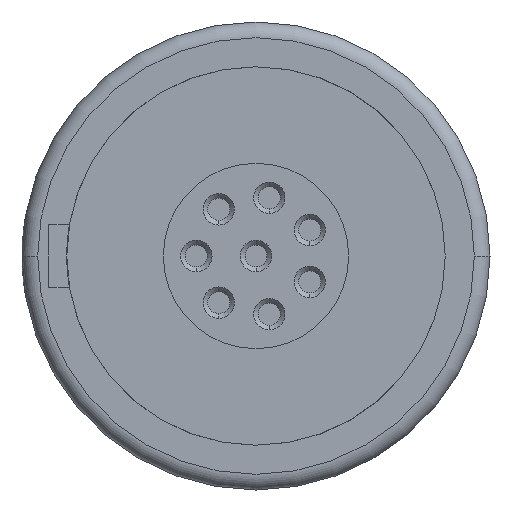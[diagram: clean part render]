
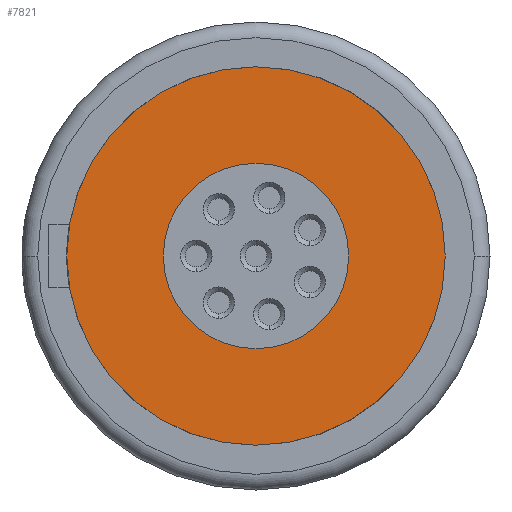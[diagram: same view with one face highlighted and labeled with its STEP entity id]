
A CAD part, left-side view. The second image highlights one B-rep face of the part: STEP entity #7821.
In plain terms, the highlighted planar face has unit normal (-1, 0, 0).
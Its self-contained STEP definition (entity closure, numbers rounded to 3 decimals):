
#3267=CARTESIAN_POINT('',(-1.,0.,0.));
#3268=DIRECTION('',(-1.,0.,0.));
#3269=DIRECTION('',(0.,1.,0.));
#3270=AXIS2_PLACEMENT_3D('',#3267,#3268,#3269);
#3272=CARTESIAN_POINT('',(-1.,0.,0.));
#3273=DIRECTION('',(1.,0.,0.));
#3274=DIRECTION('',(0.,1.,0.));
#3275=AXIS2_PLACEMENT_3D('',#3272,#3273,#3274);
#3277=CARTESIAN_POINT('',(-1.,0.,0.));
#3278=DIRECTION('',(-1.,0.,0.));
#3279=DIRECTION('',(0.,0.,1.));
#3280=AXIS2_PLACEMENT_3D('',#3277,#3278,#3279);
#3282=CARTESIAN_POINT('',(-1.,0.,0.));
#3283=DIRECTION('',(-1.,0.,0.));
#3284=DIRECTION('',(0.,0.,-1.));
#3285=AXIS2_PLACEMENT_3D('',#3282,#3283,#3284);
#3681=CARTESIAN_POINT('',(-1.,0.,-2.95));
#3682=VERTEX_POINT('',#3681);
#3683=CARTESIAN_POINT('',(-1.,0.,2.95));
#3684=VERTEX_POINT('',#3683);
#4008=CARTESIAN_POINT('',(-1.,-6.025,0.));
#4010=VERTEX_POINT('',#4008);
#4015=CARTESIAN_POINT('',(-1.,6.025,0.));
#4016=VERTEX_POINT('',#4015);
#7806=CARTESIAN_POINT('',(-1.,0.,0.));
#7807=DIRECTION('',(1.,0.,0.));
#7808=DIRECTION('',(0.,-1.,0.));
#7809=AXIS2_PLACEMENT_3D('',#7806,#7807,#7808);
#7810=PLANE('',#7809);
#7811=ORIENTED_EDGE('',*,*,#7797,.F.);
#7812=ORIENTED_EDGE('',*,*,#7783,.T.);
#7813=EDGE_LOOP('',(#7811,#7812));
#7814=FACE_OUTER_BOUND('',#7813,.F.);
#7816=ORIENTED_EDGE('',*,*,#7815,.T.);
#7818=ORIENTED_EDGE('',*,*,#7817,.T.);
#7819=EDGE_LOOP('',(#7816,#7818));
#7820=FACE_BOUND('',#7819,.F.);
#7821=ADVANCED_FACE('',(#7814,#7820),#7810,.F.);
#3271=CIRCLE('',#3270,6.025);
#3276=CIRCLE('',#3275,6.025);
#3281=CIRCLE('',#3280,2.95);
#3286=CIRCLE('',#3285,2.95);
#7783=EDGE_CURVE('',#4016,#4010,#3276,.T.);
#7797=EDGE_CURVE('',#4016,#4010,#3271,.T.);
#7815=EDGE_CURVE('',#3684,#3682,#3281,.T.);
#7817=EDGE_CURVE('',#3682,#3684,#3286,.T.);
